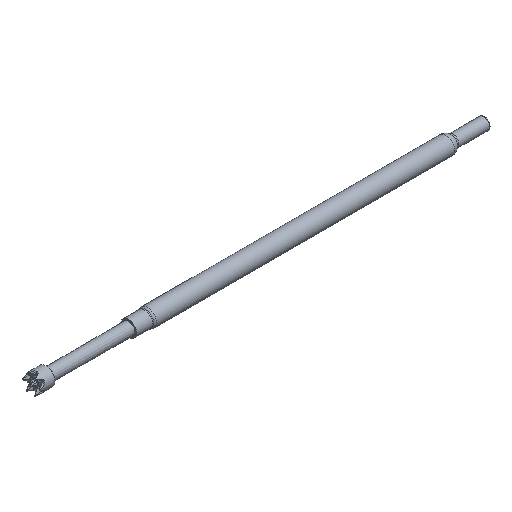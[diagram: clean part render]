
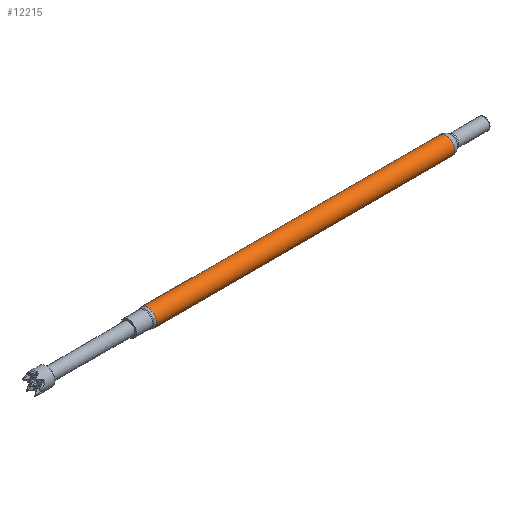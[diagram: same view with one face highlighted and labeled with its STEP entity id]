
A CAD part, isometric view. The second image highlights one B-rep face of the part: STEP entity #12215.
In plain terms, the highlighted cylindrical face has radius 0.683 mm (diameter 1.367 mm), a full revolution.
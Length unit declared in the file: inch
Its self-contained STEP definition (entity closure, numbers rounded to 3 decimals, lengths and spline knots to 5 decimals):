
#110 = AXIS2_PLACEMENT_3D ( 'NONE', #33524, #50856, #38070 ) ;
#2339 = AXIS2_PLACEMENT_3D ( 'NONE', #42749, #47559, #38195 ) ;
#2599 = ORIENTED_EDGE ( 'NONE', *, *, #13496, .T. ) ;
#4940 = DIRECTION ( 'NONE',  ( 1., 0., 0. ) ) ;
#5963 = AXIS2_PLACEMENT_3D ( 'NONE', #30443, #4940, #22483 ) ;
#7476 = CYLINDRICAL_SURFACE ( 'NONE', #110, 0.0269 ) ;
#11792 = CIRCLE ( 'NONE', #2339, 0.0269 ) ;
#12215 = ADVANCED_FACE ( 'NONE', ( #29845, #24474 ), #7476, .T. ) ;
#13496 = EDGE_CURVE ( 'NONE', #50361, #50361, #11792, .T. ) ;
#16356 = EDGE_LOOP ( 'NONE', ( #48894 ) ) ;
#16575 = EDGE_CURVE ( 'NONE', #40725, #40725, #18585, .T. ) ;
#18585 = CIRCLE ( 'NONE', #5963, 0.0269 ) ;
#22483 = DIRECTION ( 'NONE',  ( 0., 0., -1. ) ) ;
#24474 = FACE_OUTER_BOUND ( 'NONE', #16356, .T. ) ;
#29071 = CARTESIAN_POINT ( 'NONE',  ( 0.05807, 0., -0.0269 ) ) ;
#29845 = FACE_OUTER_BOUND ( 'NONE', #51263, .T. ) ;
#30443 = CARTESIAN_POINT ( 'NONE',  ( 0.05807, 0., 0. ) ) ;
#33524 = CARTESIAN_POINT ( 'NONE',  ( 0., 0., 0. ) ) ;
#38070 = DIRECTION ( 'NONE',  ( 0., 0., 1. ) ) ;
#38195 = DIRECTION ( 'NONE',  ( 0., 0., 1. ) ) ;
#40725 = VERTEX_POINT ( 'NONE', #29071 ) ;
#42749 = CARTESIAN_POINT ( 'NONE',  ( 0.98, 0., 0. ) ) ;
#47559 = DIRECTION ( 'NONE',  ( -1., 0., 0. ) ) ;
#48894 = ORIENTED_EDGE ( 'NONE', *, *, #16575, .T. ) ;
#50361 = VERTEX_POINT ( 'NONE', #54625 ) ;
#50856 = DIRECTION ( 'NONE',  ( -1., 0., 0. ) ) ;
#51263 = EDGE_LOOP ( 'NONE', ( #2599 ) ) ;
#54625 = CARTESIAN_POINT ( 'NONE',  ( 0.98, 0., 0.0269 ) ) ;
